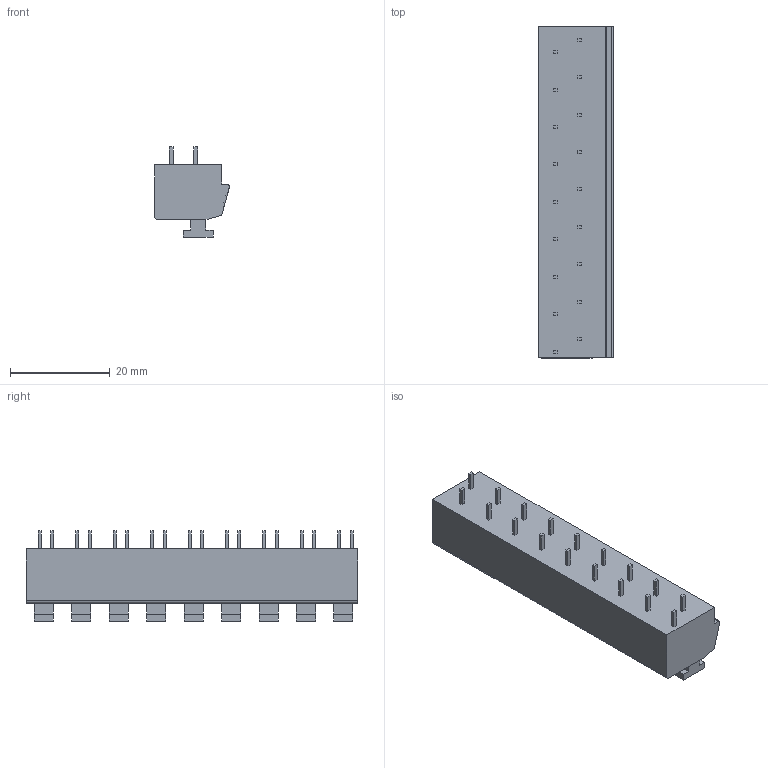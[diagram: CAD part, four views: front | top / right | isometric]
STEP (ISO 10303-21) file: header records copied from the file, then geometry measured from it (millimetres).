
FILE_DESCRIPTION((''),'2;1');
FILE_NAME('PRT0001','2024-09-29T09:47:49',('tluser'),(''),'CREO PARAMETRIC BY PTC INC, 2018100','CREO PARAMETRIC BY PTC INC, 2018100','');
FILE_SCHEMA(('CONFIG_CONTROL_DESIGN'));
Length unit declared in the file: millimetre
Products named in the file (1): PRT0001
Bounding box: 15 x 66.5 x 18.1 mm (x, y, z)
Volume: 10038.4 mm3; surface area: 4930.1 mm2
Topology: 1 solids, 1 shells, 356 faces, 918 edges, 600 vertices
Faces by surface type: plane 298, bspline 36, cylinder 22
Entity records: 12508 total; most frequent: CARTESIAN_POINT 4286, ORIENTED_EDGE 1836, DIRECTION 1368, EDGE_CURVE 918, VECTOR 712, LINE 712, VERTEX_POINT 600, EDGE_LOOP 392
